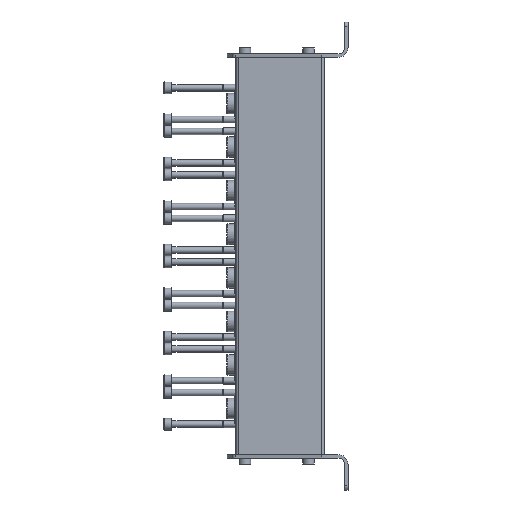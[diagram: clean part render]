
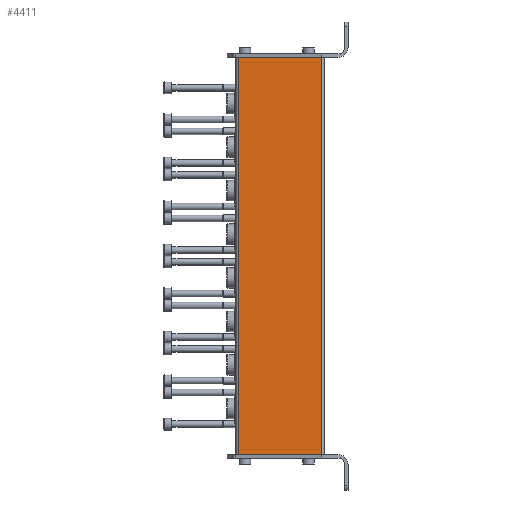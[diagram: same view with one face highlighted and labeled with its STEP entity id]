
A CAD part, left-side view. The second image highlights one B-rep face of the part: STEP entity #4411.
In plain terms, the highlighted planar face has unit normal (-1, 0, 0).
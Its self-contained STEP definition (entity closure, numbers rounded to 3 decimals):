
#286=LINE('',#7052,#524);
#287=LINE('',#7055,#525);
#288=LINE('',#7057,#526);
#289=LINE('',#7059,#527);
#524=VECTOR('',#5411,1000.);
#525=VECTOR('',#5412,1000.);
#526=VECTOR('',#5413,1000.);
#527=VECTOR('',#5414,1000.);
#762=PLANE('',#4782);
#1172=ORIENTED_EDGE('',*,*,#2290,.F.);
#1173=ORIENTED_EDGE('',*,*,#2291,.F.);
#1174=ORIENTED_EDGE('',*,*,#2292,.T.);
#1175=ORIENTED_EDGE('',*,*,#2293,.T.);
#2290=EDGE_CURVE('',#2849,#2850,#286,.T.);
#2291=EDGE_CURVE('',#2851,#2849,#287,.T.);
#2292=EDGE_CURVE('',#2851,#2852,#288,.T.);
#2293=EDGE_CURVE('',#2852,#2850,#289,.T.);
#2849=VERTEX_POINT('',#7053);
#2850=VERTEX_POINT('',#7054);
#2851=VERTEX_POINT('',#7056);
#2852=VERTEX_POINT('',#7058);
#3326=EDGE_LOOP('',(#1172,#1173,#1174,#1175));
#3808=FACE_BOUND('',#3326,.T.);
#4411=ADVANCED_FACE('',(#3808),#762,.T.);
#4782=AXIS2_PLACEMENT_3D('',#7051,#5409,#5410);
#5409=DIRECTION('',(-1.,0.,0.));
#5410=DIRECTION('',(0.,0.,1.));
#5411=DIRECTION('',(0.,-1.,0.));
#5412=DIRECTION('',(0.,0.,1.));
#5413=DIRECTION('',(0.,-1.,0.));
#5414=DIRECTION('',(0.,0.,1.));
#7051=CARTESIAN_POINT('',(-17.,28.,-292.));
#7052=CARTESIAN_POINT('',(-17.,28.,0.));
#7053=CARTESIAN_POINT('',(-17.,28.,0.));
#7054=CARTESIAN_POINT('',(-17.,-33.,0.));
#7055=CARTESIAN_POINT('',(-17.,28.,-292.));
#7056=CARTESIAN_POINT('',(-17.,28.,-292.));
#7057=CARTESIAN_POINT('',(-17.,28.,-292.));
#7058=CARTESIAN_POINT('',(-17.,-33.,-292.));
#7059=CARTESIAN_POINT('',(-17.,-33.,-292.));
